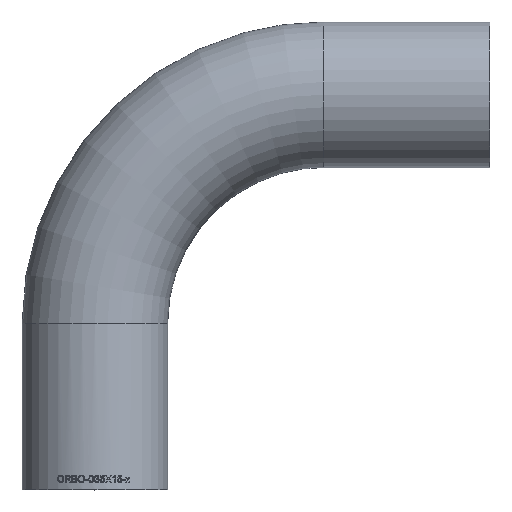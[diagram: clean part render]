
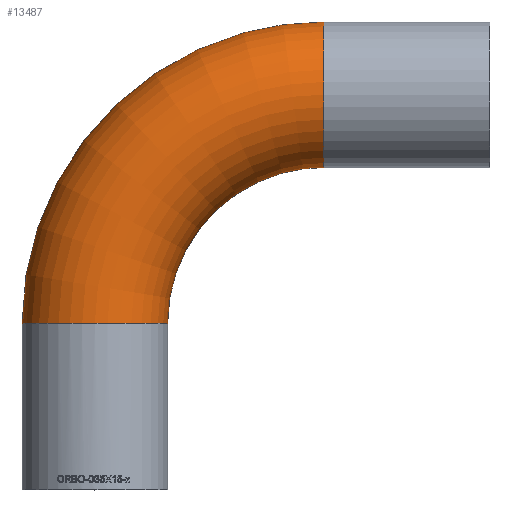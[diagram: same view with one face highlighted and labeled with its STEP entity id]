
A CAD part, top view. The second image highlights one B-rep face of the part: STEP entity #13487.
In plain terms, the highlighted toroidal (fillet/blend) face has major radius 55 mm and minor radius 17.5 mm.
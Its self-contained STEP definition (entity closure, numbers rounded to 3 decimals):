
#536 = AXIS2_PLACEMENT_3D ( 'NONE', #10221, #10407, #15833 ) ;
#1992 = CARTESIAN_POINT ( 'NONE',  ( 0., 95., 0. ) ) ;
#2041 = FACE_OUTER_BOUND ( 'NONE', #7518, .T. ) ;
#4427 = AXIS2_PLACEMENT_3D ( 'NONE', #14033, #9641, #4666 ) ;
#4666 = DIRECTION ( 'NONE',  ( 0., 0., 1. ) ) ;
#6291 = TOROIDAL_SURFACE ( 'NONE', #536, 55., 17.5 ) ;
#6784 = VERTEX_POINT ( 'NONE', #14813 ) ;
#7518 = EDGE_LOOP ( 'NONE', ( #9999 ) ) ;
#9641 = DIRECTION ( 'NONE',  ( 0., 1., 0. ) ) ;
#9649 = EDGE_CURVE ( 'NONE', #6784, #6784, #17148, .T. ) ;
#9999 = ORIENTED_EDGE ( 'NONE', *, *, #11731, .F. ) ;
#10221 = CARTESIAN_POINT ( 'NONE',  ( 0., 40., 0. ) ) ;
#10308 = FACE_OUTER_BOUND ( 'NONE', #13135, .T. ) ;
#10407 = DIRECTION ( 'NONE',  ( 0., 0., -1. ) ) ;
#11641 = DIRECTION ( 'NONE',  ( 0., 0., 1. ) ) ;
#11731 = EDGE_CURVE ( 'NONE', #13460, #13460, #15679, .T. ) ;
#13073 = DIRECTION ( 'NONE',  ( 1., 0., 0. ) ) ;
#13135 = EDGE_LOOP ( 'NONE', ( #17461 ) ) ;
#13460 = VERTEX_POINT ( 'NONE', #14638 ) ;
#13487 = ADVANCED_FACE ( 'NONE', ( #2041, #10308 ), #6291, .T. ) ;
#14033 = CARTESIAN_POINT ( 'NONE',  ( -55., 40., 0. ) ) ;
#14638 = CARTESIAN_POINT ( 'NONE',  ( 0., 95., 17.5 ) ) ;
#14813 = CARTESIAN_POINT ( 'NONE',  ( -55., 40., 17.5 ) ) ;
#14817 = AXIS2_PLACEMENT_3D ( 'NONE', #1992, #13073, #11641 ) ;
#15679 = CIRCLE ( 'NONE', #14817, 17.5 ) ;
#15833 = DIRECTION ( 'NONE',  ( -1., 0., 0. ) ) ;
#17148 = CIRCLE ( 'NONE', #4427, 17.5 ) ;
#17461 = ORIENTED_EDGE ( 'NONE', *, *, #9649, .T. ) ;
